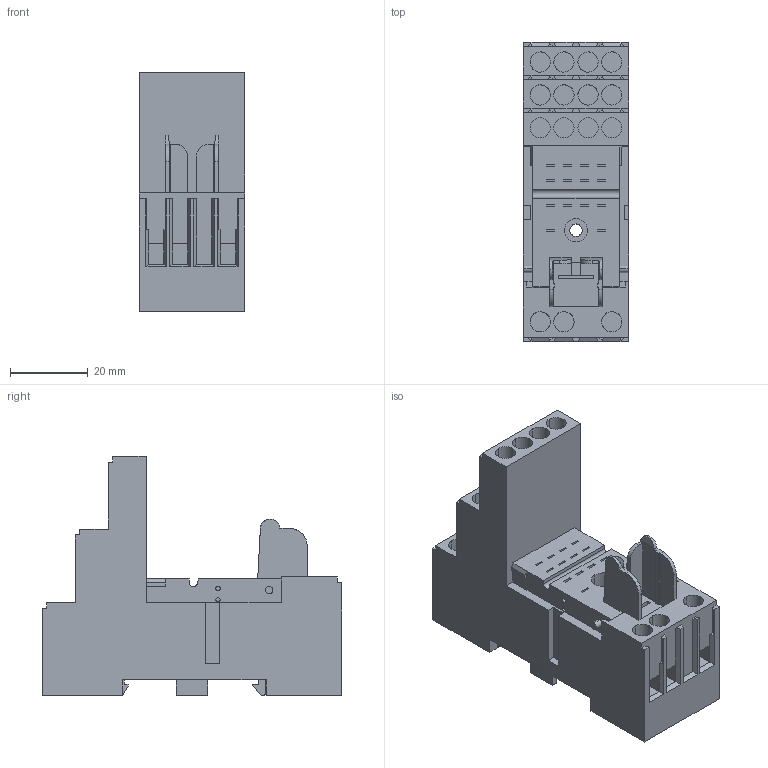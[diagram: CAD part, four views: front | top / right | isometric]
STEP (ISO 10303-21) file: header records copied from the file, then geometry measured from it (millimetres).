
FILE_DESCRIPTION(('CATIA V5R19 STEP'),'2;1');
FILE_NAME ('7522346_3', '2015-10-01T06:23:28+00:00', ('Weidmueller Interface'), ('Weidmueller'), 'CATIA Version 5 Release 20 SP 5 (IN-10)', 'CATIA V5 STEP AP214', 'none');
FILE_SCHEMA(('AUTOMOTIVE_DESIGN { 1 0 10303 214 1 1 1 1 }'));
Length unit declared in the file: millimetre
Products named in the file (1): 8869400000
Bounding box: 27.2 x 77 x 61.5 mm (x, y, z)
Volume: 62164.3 mm3; surface area: 18718.1 mm2
Topology: 1 solids, 1 shells, 473 faces, 1270 edges, 839 vertices
Faces by surface type: plane 400, cylinder 73
Entity records: 17648 total; most frequent: CARTESIAN_POINT 3403, ORIENTED_EDGE 2540, DIRECTION 1741, EDGE_CURVE 1270, VECTOR 1025, LINE 1025, VERTEX_POINT 839, EDGE_LOOP 515
